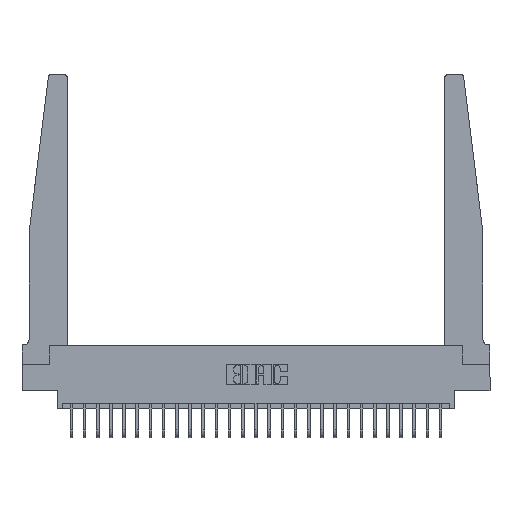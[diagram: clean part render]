
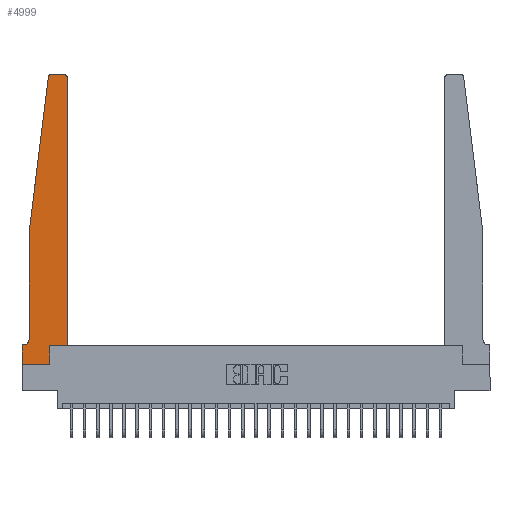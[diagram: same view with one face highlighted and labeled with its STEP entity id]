
A CAD part, top view. The second image highlights one B-rep face of the part: STEP entity #4999.
In plain terms, the highlighted planar face has unit normal (0, 0, 1).
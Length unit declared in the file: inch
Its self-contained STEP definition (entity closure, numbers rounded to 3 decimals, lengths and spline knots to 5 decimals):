
#131 = VECTOR ( 'NONE', #8346, 39.37008 ) ;
#385 = ORIENTED_EDGE ( 'NONE', *, *, #24303, .T. ) ;
#506 = EDGE_LOOP ( 'NONE', ( #6531, #15336, #7373, #1011, #385, #11884, #14961, #22965, #5100, #2322, #17171, #4747 ) ) ;
#563 = CARTESIAN_POINT ( 'NONE',  ( 0.065, 1.25, 0.37 ) ) ;
#690 = VECTOR ( 'NONE', #11239, 39.37008 ) ;
#917 = LINE ( 'NONE', #18468, #11583 ) ;
#947 = EDGE_CURVE ( 'NONE', #5858, #16074, #13279, .T. ) ;
#1011 = ORIENTED_EDGE ( 'NONE', *, *, #20388, .T. ) ;
#1019 = CARTESIAN_POINT ( 'NONE',  ( 0.015, 0.1875, 0.37 ) ) ;
#1035 = DIRECTION ( 'NONE',  ( 0., -1., 0. ) ) ;
#1172 = EDGE_CURVE ( 'NONE', #3962, #23037, #17345, .T. ) ;
#1503 = AXIS2_PLACEMENT_3D ( 'NONE', #12209, #11495, #7689 ) ;
#1669 = CARTESIAN_POINT ( 'NONE',  ( 0.425, 0.18, 0.37 ) ) ;
#1757 = PLANE ( 'NONE',  #13073 ) ;
#1970 = VERTEX_POINT ( 'NONE', #1019 ) ;
#2075 = LINE ( 'NONE', #15682, #17034 ) ;
#2217 = LINE ( 'NONE', #9977, #13458 ) ;
#2305 = LINE ( 'NONE', #10067, #22784 ) ;
#2322 = ORIENTED_EDGE ( 'NONE', *, *, #1172, .T. ) ;
#3061 = EDGE_CURVE ( 'NONE', #3758, #20952, #2305, .T. ) ;
#3471 = LINE ( 'NONE', #13251, #9724 ) ;
#3758 = VERTEX_POINT ( 'NONE', #22752 ) ;
#3962 = VERTEX_POINT ( 'NONE', #22471 ) ;
#4125 = LINE ( 'NONE', #11976, #12084 ) ;
#4285 = EDGE_CURVE ( 'NONE', #16074, #24725, #2217, .T. ) ;
#4289 = LINE ( 'NONE', #23629, #131 ) ;
#4747 = ORIENTED_EDGE ( 'NONE', *, *, #947, .T. ) ;
#4999 = ADVANCED_FACE ( 'NONE', ( #19186 ), #1757, .T. ) ;
#5100 = ORIENTED_EDGE ( 'NONE', *, *, #11425, .T. ) ;
#5225 = DIRECTION ( 'NONE',  ( 0., -1., 0. ) ) ;
#5858 = VERTEX_POINT ( 'NONE', #10572 ) ;
#6531 = ORIENTED_EDGE ( 'NONE', *, *, #4285, .T. ) ;
#6619 = EDGE_CURVE ( 'NONE', #23037, #5858, #4289, .T. ) ;
#7373 = ORIENTED_EDGE ( 'NONE', *, *, #8188, .T. ) ;
#7689 = DIRECTION ( 'NONE',  ( 1., 0., 0. ) ) ;
#8188 = EDGE_CURVE ( 'NONE', #13469, #9098, #11630, .T. ) ;
#8210 = DIRECTION ( 'NONE',  ( -0.122, -0.992, 0. ) ) ;
#8316 = CARTESIAN_POINT ( 'NONE',  ( 0.2605, 0., 0.37 ) ) ;
#8332 = CARTESIAN_POINT ( 'NONE',  ( 0.24675, 2.72367, 0.37 ) ) ;
#8346 = DIRECTION ( 'NONE',  ( 0., 1., 0. ) ) ;
#8436 = EDGE_CURVE ( 'NONE', #20952, #18759, #3471, .T. ) ;
#8648 = EDGE_CURVE ( 'NONE', #1970, #3758, #2075, .T. ) ;
#8830 = AXIS2_PLACEMENT_3D ( 'NONE', #19132, #20796, #10986 ) ;
#9098 = VERTEX_POINT ( 'NONE', #23312 ) ;
#9449 = DIRECTION ( 'NONE',  ( 1., 0., 0. ) ) ;
#9635 = AXIS2_PLACEMENT_3D ( 'NONE', #17332, #14249, #15444 ) ;
#9724 = VECTOR ( 'NONE', #9449, 39.37008 ) ;
#9977 = CARTESIAN_POINT ( 'NONE',  ( 0.25, 2.75, 0.37 ) ) ;
#10067 = CARTESIAN_POINT ( 'NONE',  ( 0., 0., 0.37 ) ) ;
#10402 = DIRECTION ( 'NONE',  ( 0., 0., 1. ) ) ;
#10572 = CARTESIAN_POINT ( 'NONE',  ( 0.425, 2.72, 0.37 ) ) ;
#10986 = DIRECTION ( 'NONE',  ( 1., 0., 0. ) ) ;
#11239 = DIRECTION ( 'NONE',  ( 1., 0., 0. ) ) ;
#11425 = EDGE_CURVE ( 'NONE', #18759, #3962, #4125, .T. ) ;
#11495 = DIRECTION ( 'NONE',  ( 0., 0., 1. ) ) ;
#11583 = VECTOR ( 'NONE', #1035, 39.37008 ) ;
#11630 = LINE ( 'NONE', #563, #24332 ) ;
#11748 = CARTESIAN_POINT ( 'NONE',  ( 0.27653, 2.75, 0.37 ) ) ;
#11884 = ORIENTED_EDGE ( 'NONE', *, *, #8648, .T. ) ;
#11976 = CARTESIAN_POINT ( 'NONE',  ( 0.2605, 0.18, 0.37 ) ) ;
#12084 = VECTOR ( 'NONE', #22051, 39.37008 ) ;
#12095 = DIRECTION ( 'NONE',  ( -1., 0., 0. ) ) ;
#12209 = CARTESIAN_POINT ( 'NONE',  ( 0.395, 2.72, 0.37 ) ) ;
#13073 = AXIS2_PLACEMENT_3D ( 'NONE', #14731, #10402, #18169 ) ;
#13251 = CARTESIAN_POINT ( 'NONE',  ( 0., 0., 0.37 ) ) ;
#13279 = CIRCLE ( 'NONE', #1503, 0.03 ) ;
#13458 = VECTOR ( 'NONE', #17737, 39.37008 ) ;
#13469 = VERTEX_POINT ( 'NONE', #8332 ) ;
#14219 = VERTEX_POINT ( 'NONE', #21499 ) ;
#14249 = DIRECTION ( 'NONE',  ( 0., 0., -1. ) ) ;
#14525 = CIRCLE ( 'NONE', #9635, 0.05 ) ;
#14731 = CARTESIAN_POINT ( 'NONE',  ( 0., 0.1875, 0.37 ) ) ;
#14961 = ORIENTED_EDGE ( 'NONE', *, *, #3061, .T. ) ;
#15336 = ORIENTED_EDGE ( 'NONE', *, *, #24231, .T. ) ;
#15444 = DIRECTION ( 'NONE',  ( -1., 0., 0. ) ) ;
#15682 = CARTESIAN_POINT ( 'NONE',  ( 0.065, 0.1875, 0.37 ) ) ;
#16074 = VERTEX_POINT ( 'NONE', #17100 ) ;
#16966 = CARTESIAN_POINT ( 'NONE',  ( 0.425, 0.18, 0.37 ) ) ;
#17034 = VECTOR ( 'NONE', #12095, 39.37008 ) ;
#17100 = CARTESIAN_POINT ( 'NONE',  ( 0.395, 2.75, 0.37 ) ) ;
#17171 = ORIENTED_EDGE ( 'NONE', *, *, #6619, .T. ) ;
#17332 = CARTESIAN_POINT ( 'NONE',  ( 0.015, 0.2375, 0.37 ) ) ;
#17345 = LINE ( 'NONE', #16966, #690 ) ;
#17737 = DIRECTION ( 'NONE',  ( -1., 0., 0. ) ) ;
#18169 = DIRECTION ( 'NONE',  ( 1., 0., 0. ) ) ;
#18468 = CARTESIAN_POINT ( 'NONE',  ( 0.065, 1.25, 0.37 ) ) ;
#18759 = VERTEX_POINT ( 'NONE', #8316 ) ;
#19132 = CARTESIAN_POINT ( 'NONE',  ( 0.27653, 2.72, 0.37 ) ) ;
#19186 = FACE_OUTER_BOUND ( 'NONE', #506, .T. ) ;
#19808 = CIRCLE ( 'NONE', #8830, 0.03 ) ;
#20388 = EDGE_CURVE ( 'NONE', #9098, #14219, #917, .T. ) ;
#20796 = DIRECTION ( 'NONE',  ( 0., 0., 1. ) ) ;
#20952 = VERTEX_POINT ( 'NONE', #22585 ) ;
#21499 = CARTESIAN_POINT ( 'NONE',  ( 0.065, 0.2375, 0.37 ) ) ;
#22051 = DIRECTION ( 'NONE',  ( 0., 1., 0. ) ) ;
#22471 = CARTESIAN_POINT ( 'NONE',  ( 0.2605, 0.18, 0.37 ) ) ;
#22585 = CARTESIAN_POINT ( 'NONE',  ( 0., 0., 0.37 ) ) ;
#22752 = CARTESIAN_POINT ( 'NONE',  ( 0., 0.1875, 0.37 ) ) ;
#22784 = VECTOR ( 'NONE', #5225, 39.37008 ) ;
#22965 = ORIENTED_EDGE ( 'NONE', *, *, #8436, .T. ) ;
#23037 = VERTEX_POINT ( 'NONE', #1669 ) ;
#23312 = CARTESIAN_POINT ( 'NONE',  ( 0.065, 1.25, 0.37 ) ) ;
#23629 = CARTESIAN_POINT ( 'NONE',  ( 0.425, 0.18, 0.37 ) ) ;
#24231 = EDGE_CURVE ( 'NONE', #24725, #13469, #19808, .T. ) ;
#24303 = EDGE_CURVE ( 'NONE', #14219, #1970, #14525, .T. ) ;
#24332 = VECTOR ( 'NONE', #8210, 39.37008 ) ;
#24725 = VERTEX_POINT ( 'NONE', #11748 ) ;
